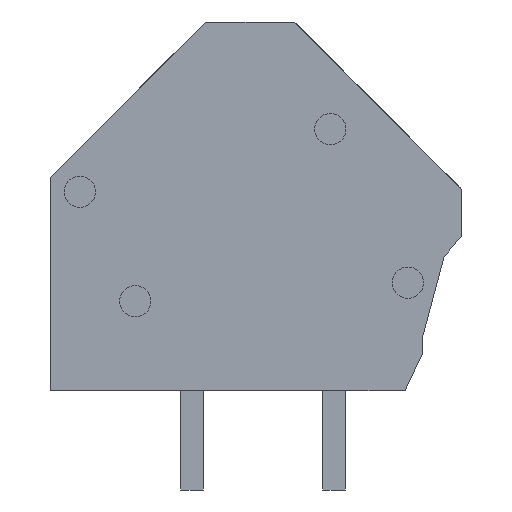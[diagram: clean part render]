
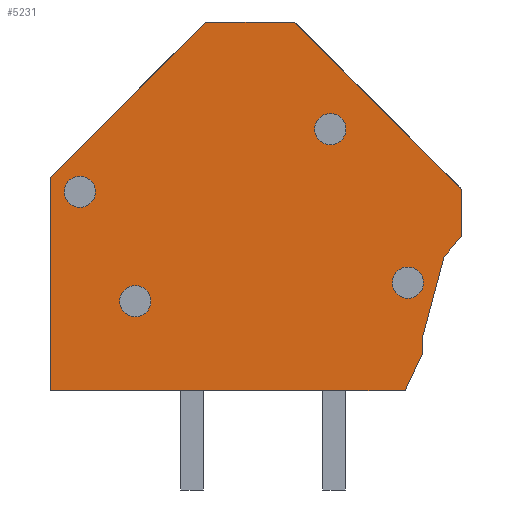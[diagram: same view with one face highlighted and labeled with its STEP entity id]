
A CAD part, left-side view. The second image highlights one B-rep face of the part: STEP entity #5231.
In plain terms, the highlighted planar face has unit normal (-1, 0, 0).
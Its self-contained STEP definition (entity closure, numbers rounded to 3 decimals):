
#5144=AXIS2_PLACEMENT_3D('Plane Axis2P3D',#5141,#5142,#5143) ;
#5161=AXIS2_PLACEMENT_3D('Circle Axis2P3D',#5159,#5160,$) ;
#5170=AXIS2_PLACEMENT_3D('Circle Axis2P3D',#5168,#5169,$) ;
#5179=AXIS2_PLACEMENT_3D('Circle Axis2P3D',#5177,#5178,$) ;
#5188=AXIS2_PLACEMENT_3D('Circle Axis2P3D',#5186,#5187,$) ;
#5197=AXIS2_PLACEMENT_3D('Circle Axis2P3D',#5195,#5196,$) ;
#5206=AXIS2_PLACEMENT_3D('Circle Axis2P3D',#5204,#5205,$) ;
#5215=AXIS2_PLACEMENT_3D('Circle Axis2P3D',#5213,#5214,$) ;
#5224=AXIS2_PLACEMENT_3D('Circle Axis2P3D',#5222,#5223,$) ;
#4816=CARTESIAN_POINT('Vertex',(0.7,2.,3.5)) ;
#4830=CARTESIAN_POINT('Vertex',(0.7,1.37,4.85)) ;
#4833=CARTESIAN_POINT('Line Origine',(0.7,1.685,4.175)) ;
#4861=CARTESIAN_POINT('Vertex',(0.7,1.37,5.45)) ;
#4864=CARTESIAN_POINT('Line Origine',(0.7,1.37,5.15)) ;
#4892=CARTESIAN_POINT('Vertex',(0.7,0.634,8.2)) ;
#4895=CARTESIAN_POINT('Line Origine',(0.7,1.002,6.825)) ;
#4923=CARTESIAN_POINT('Vertex',(0.7,0.,8.953)) ;
#4926=CARTESIAN_POINT('Line Origine',(0.7,0.317,8.577)) ;
#4954=CARTESIAN_POINT('Vertex',(0.7,0.,10.58)) ;
#4957=CARTESIAN_POINT('Line Origine',(0.7,0.,9.766)) ;
#4985=CARTESIAN_POINT('Vertex',(0.7,5.898,16.478)) ;
#4988=CARTESIAN_POINT('Line Origine',(0.7,2.949,13.529)) ;
#5016=CARTESIAN_POINT('Vertex',(0.7,9.022,16.478)) ;
#5019=CARTESIAN_POINT('Line Origine',(0.7,7.46,16.478)) ;
#5047=CARTESIAN_POINT('Vertex',(0.7,14.5,11.)) ;
#5050=CARTESIAN_POINT('Line Origine',(0.7,11.761,13.739)) ;
#5078=CARTESIAN_POINT('Vertex',(0.7,14.5,3.5)) ;
#5081=CARTESIAN_POINT('Line Origine',(0.7,14.5,7.25)) ;
#5109=CARTESIAN_POINT('Vertex',(0.7,12.7,3.5)) ;
#5112=CARTESIAN_POINT('Line Origine',(0.7,13.6,3.5)) ;
#5129=CARTESIAN_POINT('Line Origine',(0.7,7.35,3.5)) ;
#5141=CARTESIAN_POINT('Axis2P3D Location',(0.7,0.,0.)) ;
#5159=CARTESIAN_POINT('Axis2P3D Location',(0.7,13.45,10.5)) ;
#5163=CARTESIAN_POINT('Vertex',(0.7,12.9,10.5)) ;
#5165=CARTESIAN_POINT('Vertex',(0.7,14.,10.5)) ;
#5168=CARTESIAN_POINT('Axis2P3D Location',(0.7,13.45,10.5)) ;
#5177=CARTESIAN_POINT('Axis2P3D Location',(0.7,4.632,12.707)) ;
#5181=CARTESIAN_POINT('Vertex',(0.7,4.082,12.707)) ;
#5183=CARTESIAN_POINT('Vertex',(0.7,5.182,12.707)) ;
#5186=CARTESIAN_POINT('Axis2P3D Location',(0.7,4.632,12.707)) ;
#5195=CARTESIAN_POINT('Axis2P3D Location',(0.7,11.5,6.65)) ;
#5199=CARTESIAN_POINT('Vertex',(0.7,10.95,6.65)) ;
#5201=CARTESIAN_POINT('Vertex',(0.7,12.05,6.65)) ;
#5204=CARTESIAN_POINT('Axis2P3D Location',(0.7,11.5,6.65)) ;
#5213=CARTESIAN_POINT('Axis2P3D Location',(0.7,1.9,7.3)) ;
#5217=CARTESIAN_POINT('Vertex',(0.7,1.35,7.3)) ;
#5219=CARTESIAN_POINT('Vertex',(0.7,2.45,7.3)) ;
#5222=CARTESIAN_POINT('Axis2P3D Location',(0.7,1.9,7.3)) ;
#4834=DIRECTION('Vector Direction',(0.,-0.423,0.906)) ;
#4865=DIRECTION('Vector Direction',(0.,0.,1.)) ;
#4896=DIRECTION('Vector Direction',(0.,-0.259,0.966)) ;
#4927=DIRECTION('Vector Direction',(0.,-0.644,0.765)) ;
#4958=DIRECTION('Vector Direction',(0.,0.,-1.)) ;
#4989=DIRECTION('Vector Direction',(0.,0.707,0.707)) ;
#5020=DIRECTION('Vector Direction',(0.,-1.,0.)) ;
#5051=DIRECTION('Vector Direction',(0.,-0.707,0.707)) ;
#5082=DIRECTION('Vector Direction',(0.,0.,-1.)) ;
#5113=DIRECTION('Vector Direction',(0.,-1.,0.)) ;
#5130=DIRECTION('Vector Direction',(0.,-1.,0.)) ;
#5142=DIRECTION('Axis2P3D Direction',(-1.,0.,0.)) ;
#5143=DIRECTION('Axis2P3D XDirection',(0.,-1.,0.)) ;
#5160=DIRECTION('Axis2P3D Direction',(-1.,0.,0.)) ;
#5169=DIRECTION('Axis2P3D Direction',(-1.,0.,0.)) ;
#5178=DIRECTION('Axis2P3D Direction',(-1.,0.,0.)) ;
#5187=DIRECTION('Axis2P3D Direction',(-1.,0.,0.)) ;
#5196=DIRECTION('Axis2P3D Direction',(-1.,0.,0.)) ;
#5205=DIRECTION('Axis2P3D Direction',(-1.,0.,0.)) ;
#5214=DIRECTION('Axis2P3D Direction',(-1.,0.,0.)) ;
#5223=DIRECTION('Axis2P3D Direction',(-1.,0.,0.)) ;
#4835=VECTOR('Line Direction',#4834,1.) ;
#4866=VECTOR('Line Direction',#4865,1.) ;
#4897=VECTOR('Line Direction',#4896,1.) ;
#4928=VECTOR('Line Direction',#4927,1.) ;
#4959=VECTOR('Line Direction',#4958,1.) ;
#4990=VECTOR('Line Direction',#4989,1.) ;
#5021=VECTOR('Line Direction',#5020,1.) ;
#5052=VECTOR('Line Direction',#5051,1.) ;
#5083=VECTOR('Line Direction',#5082,1.) ;
#5114=VECTOR('Line Direction',#5113,1.) ;
#5131=VECTOR('Line Direction',#5130,1.) ;
#5147=ORIENTED_EDGE('',*,*,#4837,.T.) ;
#5148=ORIENTED_EDGE('',*,*,#4868,.T.) ;
#5149=ORIENTED_EDGE('',*,*,#4899,.T.) ;
#5150=ORIENTED_EDGE('',*,*,#4930,.T.) ;
#5151=ORIENTED_EDGE('',*,*,#4961,.T.) ;
#5152=ORIENTED_EDGE('',*,*,#4992,.T.) ;
#5153=ORIENTED_EDGE('',*,*,#5023,.T.) ;
#5154=ORIENTED_EDGE('',*,*,#5054,.T.) ;
#5155=ORIENTED_EDGE('',*,*,#5085,.T.) ;
#5156=ORIENTED_EDGE('',*,*,#5116,.T.) ;
#5157=ORIENTED_EDGE('',*,*,#5133,.T.) ;
#5174=ORIENTED_EDGE('',*,*,#5167,.F.) ;
#5175=ORIENTED_EDGE('',*,*,#5172,.F.) ;
#5192=ORIENTED_EDGE('',*,*,#5185,.F.) ;
#5193=ORIENTED_EDGE('',*,*,#5190,.F.) ;
#5210=ORIENTED_EDGE('',*,*,#5203,.F.) ;
#5211=ORIENTED_EDGE('',*,*,#5208,.F.) ;
#5228=ORIENTED_EDGE('',*,*,#5221,.F.) ;
#5229=ORIENTED_EDGE('',*,*,#5226,.F.) ;
#5176=FACE_BOUND('',#5173,.T.) ;
#5194=FACE_BOUND('',#5191,.T.) ;
#5212=FACE_BOUND('',#5209,.T.) ;
#5230=FACE_BOUND('',#5227,.T.) ;
#5231=ADVANCED_FACE('End plate_LMZF_1\\Hauptkoerper',(#5158,#5176,#5194,#5212,#5230),#5145,.T.) ;
#5162=CIRCLE('generated circle',#5161,0.55) ;
#5171=CIRCLE('generated circle',#5170,0.55) ;
#5180=CIRCLE('generated circle',#5179,0.55) ;
#5189=CIRCLE('generated circle',#5188,0.55) ;
#5198=CIRCLE('generated circle',#5197,0.55) ;
#5207=CIRCLE('generated circle',#5206,0.55) ;
#5216=CIRCLE('generated circle',#5215,0.55) ;
#5225=CIRCLE('generated circle',#5224,0.55) ;
#4837=EDGE_CURVE('',#4817,#4831,#4836,.T.) ;
#4868=EDGE_CURVE('',#4831,#4862,#4867,.T.) ;
#4899=EDGE_CURVE('',#4862,#4893,#4898,.T.) ;
#4930=EDGE_CURVE('',#4893,#4924,#4929,.T.) ;
#4961=EDGE_CURVE('',#4924,#4955,#4960,.F.) ;
#4992=EDGE_CURVE('',#4955,#4986,#4991,.T.) ;
#5023=EDGE_CURVE('',#4986,#5017,#5022,.F.) ;
#5054=EDGE_CURVE('',#5017,#5048,#5053,.F.) ;
#5085=EDGE_CURVE('',#5048,#5079,#5084,.T.) ;
#5116=EDGE_CURVE('',#5079,#5110,#5115,.T.) ;
#5133=EDGE_CURVE('',#5110,#4817,#5132,.T.) ;
#5167=EDGE_CURVE('',#5164,#5166,#5162,.T.) ;
#5172=EDGE_CURVE('',#5166,#5164,#5171,.T.) ;
#5185=EDGE_CURVE('',#5182,#5184,#5180,.T.) ;
#5190=EDGE_CURVE('',#5184,#5182,#5189,.T.) ;
#5203=EDGE_CURVE('',#5200,#5202,#5198,.T.) ;
#5208=EDGE_CURVE('',#5202,#5200,#5207,.T.) ;
#5221=EDGE_CURVE('',#5218,#5220,#5216,.T.) ;
#5226=EDGE_CURVE('',#5220,#5218,#5225,.T.) ;
#5146=EDGE_LOOP('',(#5147,#5148,#5149,#5150,#5151,#5152,#5153,#5154,#5155,#5156,#5157)) ;
#5173=EDGE_LOOP('',(#5174,#5175)) ;
#5191=EDGE_LOOP('',(#5192,#5193)) ;
#5209=EDGE_LOOP('',(#5210,#5211)) ;
#5227=EDGE_LOOP('',(#5228,#5229)) ;
#5158=FACE_OUTER_BOUND('',#5146,.T.) ;
#4836=LINE('Line',#4833,#4835) ;
#4867=LINE('Line',#4864,#4866) ;
#4898=LINE('Line',#4895,#4897) ;
#4929=LINE('Line',#4926,#4928) ;
#4960=LINE('Line',#4957,#4959) ;
#4991=LINE('Line',#4988,#4990) ;
#5022=LINE('Line',#5019,#5021) ;
#5053=LINE('Line',#5050,#5052) ;
#5084=LINE('Line',#5081,#5083) ;
#5115=LINE('Line',#5112,#5114) ;
#5132=LINE('Line',#5129,#5131) ;
#5145=PLANE('',#5144) ;
#4817=VERTEX_POINT('',#4816) ;
#4831=VERTEX_POINT('',#4830) ;
#4862=VERTEX_POINT('',#4861) ;
#4893=VERTEX_POINT('',#4892) ;
#4924=VERTEX_POINT('',#4923) ;
#4955=VERTEX_POINT('',#4954) ;
#4986=VERTEX_POINT('',#4985) ;
#5017=VERTEX_POINT('',#5016) ;
#5048=VERTEX_POINT('',#5047) ;
#5079=VERTEX_POINT('',#5078) ;
#5110=VERTEX_POINT('',#5109) ;
#5164=VERTEX_POINT('',#5163) ;
#5166=VERTEX_POINT('',#5165) ;
#5182=VERTEX_POINT('',#5181) ;
#5184=VERTEX_POINT('',#5183) ;
#5200=VERTEX_POINT('',#5199) ;
#5202=VERTEX_POINT('',#5201) ;
#5218=VERTEX_POINT('',#5217) ;
#5220=VERTEX_POINT('',#5219) ;
